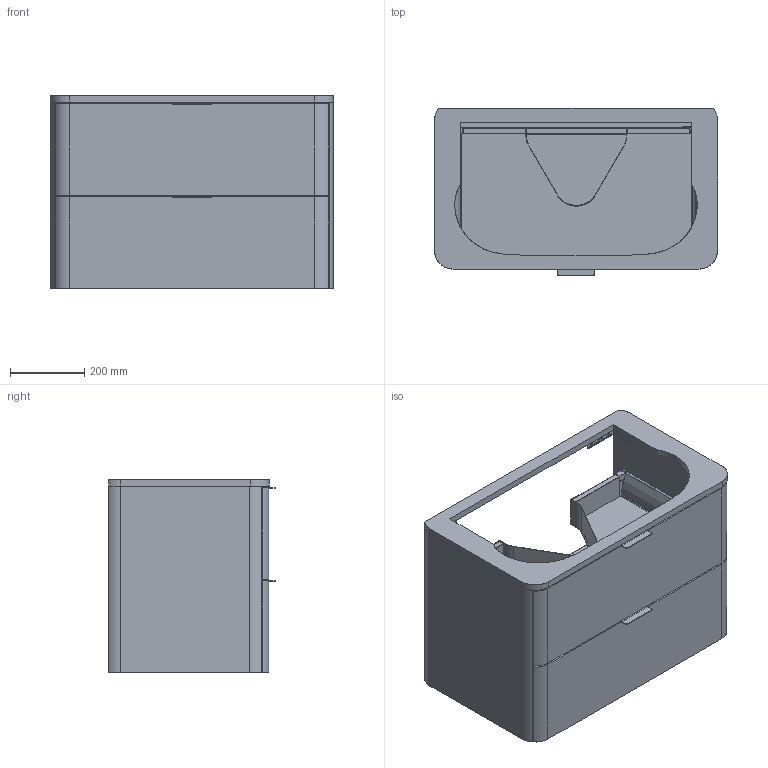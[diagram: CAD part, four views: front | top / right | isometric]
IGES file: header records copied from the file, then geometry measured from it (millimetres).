
Global section: file name: 56146+56147+56148_80CM_CIFT_CEKM.LAV.DOL..igs; native system: NX V3.0; preprocessor: UGS NX IGES V3.0; date: 20121003.142123; units: millimetre
Bounding box: 763 x 450.08 x 520 mm (x, y, z)
Surface area: 5180816.3 mm2 (no closed solid volume)
Topology: 0 solids, 0 shells, 1642 faces, 11198 edges, 10956 vertices
Faces by surface type: bspline 1642
